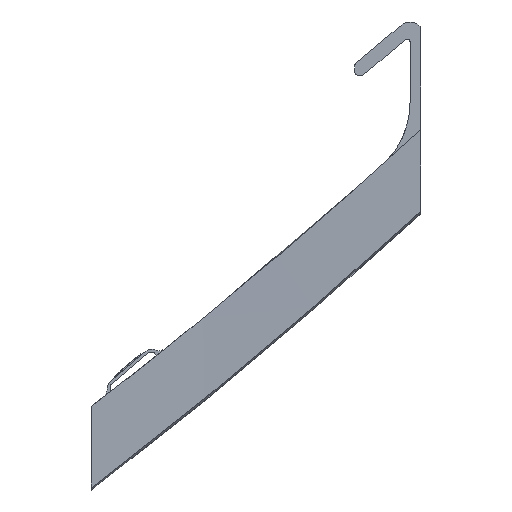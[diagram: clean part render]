
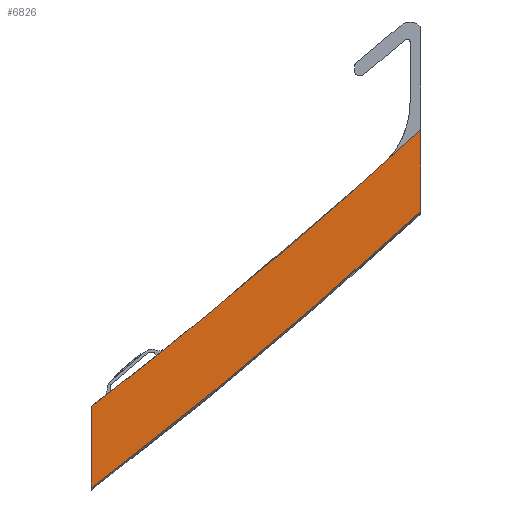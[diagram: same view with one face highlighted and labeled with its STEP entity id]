
A CAD part, left-side view. The second image highlights one B-rep face of the part: STEP entity #6826.
In plain terms, the highlighted free-form (B-spline) face has degree [1, 2] with [2, 3] control points.
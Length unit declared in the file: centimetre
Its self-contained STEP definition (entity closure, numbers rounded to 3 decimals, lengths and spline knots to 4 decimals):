
#373=(
BOUNDED_SURFACE()
B_SPLINE_SURFACE(1,2,((#12306,#12307,#12308),(#12309,#12310,#12311)),
 .UNSPECIFIED.,.F.,.F.,.F.)
B_SPLINE_SURFACE_WITH_KNOTS((2,2),(3,3),(-0.8094,-0.7339),
(-2.3147,-2.2237),.UNSPECIFIED.)
GEOMETRIC_REPRESENTATION_ITEM()
RATIONAL_B_SPLINE_SURFACE(((1.,0.999,1.),(1.,0.999,
1.)))
REPRESENTATION_ITEM('')
SURFACE()
);
#593=CIRCLE('',#7057,171.);
#604=CIRCLE('',#7171,171.);
#630=CIRCLE('',#7238,171.);
#1083=FACE_OUTER_BOUND('',#1505,.T.);
#1505=EDGE_LOOP('',(#5913,#5914,#5915,#5916,#5917));
#1997=LINE('',#11921,#2527);
#2024=LINE('',#12312,#2554);
#2527=VECTOR('',#8407,2.9595);
#2554=VECTOR('',#8522,2.9577);
#2819=VERTEX_POINT('',#9990);
#2820=VERTEX_POINT('',#9992);
#3103=VERTEX_POINT('',#11584);
#3154=VERTEX_POINT('',#11919);
#3166=VERTEX_POINT('',#11994);
#3556=EDGE_CURVE('',#2820,#2819,#593,.T.);
#3969=EDGE_CURVE('',#2819,#3103,#604,.T.);
#4056=EDGE_CURVE('',#3154,#3103,#1997,.T.);
#4072=EDGE_CURVE('',#3166,#3154,#630,.T.);
#4133=EDGE_CURVE('',#3166,#2820,#2024,.T.);
#5913=ORIENTED_EDGE('',*,*,#3969,.T.);
#5914=ORIENTED_EDGE('',*,*,#4056,.F.);
#5915=ORIENTED_EDGE('',*,*,#4072,.F.);
#5916=ORIENTED_EDGE('',*,*,#4133,.T.);
#5917=ORIENTED_EDGE('',*,*,#3556,.T.);
#6826=ADVANCED_FACE('',(#1083),#373,.T.);
#7057=AXIS2_PLACEMENT_3D('',#9993,#7758,#7759);
#7171=AXIS2_PLACEMENT_3D('',#11585,#8263,#8264);
#7238=AXIS2_PLACEMENT_3D('',#11996,#8430,#8431);
#7758=DIRECTION('center_axis',(0.999,-0.052,0.));
#7759=DIRECTION('ref_axis',(-0.035,-0.676,-0.736));
#8263=DIRECTION('center_axis',(0.999,-0.052,0.));
#8264=DIRECTION('ref_axis',(0.052,0.999,0.));
#8407=DIRECTION('',(0.075,0.,0.997));
#8430=DIRECTION('center_axis',(0.999,-0.052,0.));
#8431=DIRECTION('ref_axis',(-0.035,-0.676,-0.736));
#8522=DIRECTION('',(0.075,0.,0.997));
#9990=CARTESIAN_POINT('',(-2.7493,7.9609,-6.3364));
#9992=CARTESIAN_POINT('',(-3.1602,0.12,0.4589));
#9993=CARTESIAN_POINT('Origin',(2.8992,115.7397,126.3015));
#11584=CARTESIAN_POINT('',(-2.5376,12.,-9.5275));
#11585=CARTESIAN_POINT('Origin',(2.8992,115.7397,126.3015));
#11919=CARTESIAN_POINT('',(-2.7599,12.,-12.4786));
#11921=CARTESIAN_POINT('',(-2.7599,12.,-12.4786));
#11994=CARTESIAN_POINT('',(-3.3825,0.12,-2.4904));
#11996=CARTESIAN_POINT('Origin',(2.6775,115.7513,123.3415));
#12306=CARTESIAN_POINT('Ctrl Pts',(-4.1264,0.159,
-12.4227));
#12307=CARTESIAN_POINT('Ctrl Pts',(-3.4342,5.8571,-12.4522));
#12308=CARTESIAN_POINT('Ctrl Pts',(-2.7586,12.0116,-12.4786));
#12309=CARTESIAN_POINT('Ctrl Pts',(-3.1616,0.1084,
0.4589));
#12310=CARTESIAN_POINT('Ctrl Pts',(-2.4694,5.8065,0.4295));
#12311=CARTESIAN_POINT('Ctrl Pts',(-1.7938,11.961,0.403));
#12312=CARTESIAN_POINT('',(-3.6458,0.12,-5.9831));
